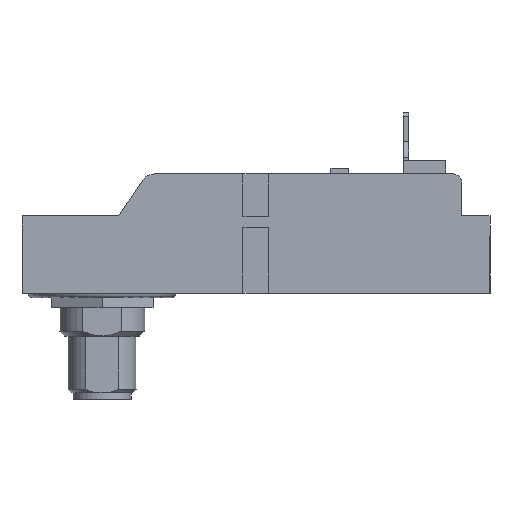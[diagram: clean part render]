
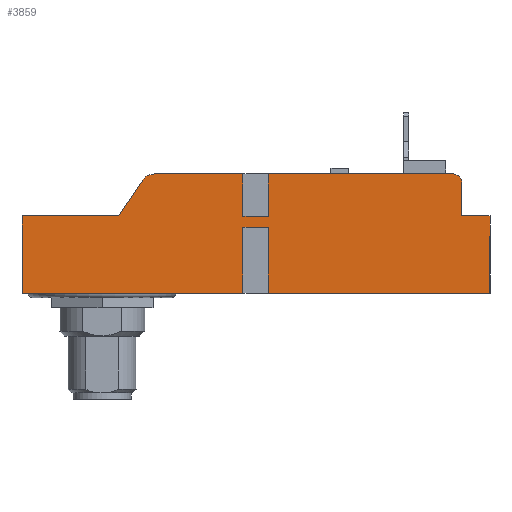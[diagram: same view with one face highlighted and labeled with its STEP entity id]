
A CAD part, left-side view. The second image highlights one B-rep face of the part: STEP entity #3859.
In plain terms, the highlighted planar face has unit normal (-1, 0, 0).
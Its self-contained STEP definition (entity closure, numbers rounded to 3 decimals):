
#31=PLANE('',#4111);
#231=LINE('',#5462,#721);
#235=LINE('',#5470,#725);
#281=LINE('',#5575,#771);
#285=LINE('',#5583,#775);
#394=LINE('',#5813,#884);
#395=LINE('',#5816,#885);
#396=LINE('',#5819,#886);
#397=LINE('',#5821,#887);
#398=LINE('',#5823,#888);
#399=LINE('',#5824,#889);
#400=LINE('',#5826,#890);
#401=LINE('',#5828,#891);
#402=LINE('',#5829,#892);
#403=LINE('',#5831,#893);
#404=LINE('',#5833,#894);
#405=LINE('',#5836,#895);
#721=VECTOR('',#4392,1000.);
#725=VECTOR('',#4396,1000.);
#771=VECTOR('',#4466,1000.);
#775=VECTOR('',#4470,1000.);
#884=VECTOR('',#4609,1000.);
#885=VECTOR('',#4610,1000.);
#886=VECTOR('',#4613,1000.);
#887=VECTOR('',#4614,1000.);
#888=VECTOR('',#4615,1000.);
#889=VECTOR('',#4616,1000.);
#890=VECTOR('',#4617,1000.);
#891=VECTOR('',#4618,1000.);
#892=VECTOR('',#4619,1000.);
#893=VECTOR('',#4620,1000.);
#894=VECTOR('',#4621,1000.);
#895=VECTOR('',#4624,1000.);
#1433=ORIENTED_EDGE('',*,*,#2516,.T.);
#1434=ORIENTED_EDGE('',*,*,#2517,.T.);
#1435=ORIENTED_EDGE('',*,*,#2397,.T.);
#1436=ORIENTED_EDGE('',*,*,#2518,.T.);
#1437=ORIENTED_EDGE('',*,*,#2519,.T.);
#1438=ORIENTED_EDGE('',*,*,#2520,.T.);
#1439=ORIENTED_EDGE('',*,*,#2521,.T.);
#1440=ORIENTED_EDGE('',*,*,#2346,.T.);
#1441=ORIENTED_EDGE('',*,*,#2522,.T.);
#1442=ORIENTED_EDGE('',*,*,#2523,.T.);
#1443=ORIENTED_EDGE('',*,*,#2524,.T.);
#1444=ORIENTED_EDGE('',*,*,#2342,.T.);
#1445=ORIENTED_EDGE('',*,*,#2525,.T.);
#1446=ORIENTED_EDGE('',*,*,#2526,.T.);
#1447=ORIENTED_EDGE('',*,*,#2527,.T.);
#1448=ORIENTED_EDGE('',*,*,#2528,.T.);
#1449=ORIENTED_EDGE('',*,*,#2401,.T.);
#1450=ORIENTED_EDGE('',*,*,#2529,.T.);
#2342=EDGE_CURVE('',#2890,#2889,#231,.T.);
#2346=EDGE_CURVE('',#2894,#2893,#235,.T.);
#2397=EDGE_CURVE('',#2941,#2940,#281,.T.);
#2401=EDGE_CURVE('',#2945,#2944,#285,.T.);
#2516=EDGE_CURVE('',#3051,#3052,#394,.T.);
#2517=EDGE_CURVE('',#3052,#2941,#395,.T.);
#2518=EDGE_CURVE('',#2940,#3053,#3252,.T.);
#2519=EDGE_CURVE('',#3053,#3054,#396,.T.);
#2520=EDGE_CURVE('',#3054,#3055,#397,.T.);
#2521=EDGE_CURVE('',#3055,#2894,#398,.T.);
#2522=EDGE_CURVE('',#2893,#3056,#399,.T.);
#2523=EDGE_CURVE('',#3056,#3057,#400,.T.);
#2524=EDGE_CURVE('',#3057,#2890,#401,.T.);
#2525=EDGE_CURVE('',#2889,#3058,#402,.T.);
#2526=EDGE_CURVE('',#3058,#3059,#403,.T.);
#2527=EDGE_CURVE('',#3059,#3060,#404,.T.);
#2528=EDGE_CURVE('',#3060,#2945,#3253,.T.);
#2529=EDGE_CURVE('',#2944,#3051,#405,.T.);
#2889=VERTEX_POINT('',#5461);
#2890=VERTEX_POINT('',#5463);
#2893=VERTEX_POINT('',#5469);
#2894=VERTEX_POINT('',#5471);
#2940=VERTEX_POINT('',#5574);
#2941=VERTEX_POINT('',#5576);
#2944=VERTEX_POINT('',#5582);
#2945=VERTEX_POINT('',#5584);
#3051=VERTEX_POINT('',#5814);
#3052=VERTEX_POINT('',#5815);
#3053=VERTEX_POINT('',#5818);
#3054=VERTEX_POINT('',#5820);
#3055=VERTEX_POINT('',#5822);
#3056=VERTEX_POINT('',#5825);
#3057=VERTEX_POINT('',#5827);
#3058=VERTEX_POINT('',#5830);
#3059=VERTEX_POINT('',#5832);
#3060=VERTEX_POINT('',#5834);
#3252=CIRCLE('',#4112,2.5);
#3253=CIRCLE('',#4113,1.5);
#3328=EDGE_LOOP('',(#1433,#1434,#1435,#1436,#1437,#1438,#1439,#1440,#1441,
#1442,#1443,#1444,#1445,#1446,#1447,#1448,#1449,#1450));
#3602=FACE_BOUND('',#3328,.T.);
#3859=ADVANCED_FACE('',(#3602),#31,.T.);
#4111=AXIS2_PLACEMENT_3D('',#5812,#4607,#4608);
#4112=AXIS2_PLACEMENT_3D('',#5817,#4611,#4612);
#4113=AXIS2_PLACEMENT_3D('',#5835,#4622,#4623);
#4392=DIRECTION('',(0.,-1.,0.));
#4396=DIRECTION('',(0.,-1.,0.));
#4466=DIRECTION('',(0.,1.,0.));
#4470=DIRECTION('',(0.,1.,0.));
#4607=DIRECTION('',(-1.,0.,0.));
#4608=DIRECTION('',(0.,0.,1.));
#4609=DIRECTION('',(0.,1.,0.));
#4610=DIRECTION('',(0.,0.,1.));
#4611=DIRECTION('',(-1.,0.,0.));
#4612=DIRECTION('',(0.,0.,1.));
#4613=DIRECTION('',(0.,0.557,-0.831));
#4614=DIRECTION('',(0.,1.,0.));
#4615=DIRECTION('',(0.,0.,-1.));
#4616=DIRECTION('',(0.,0.,1.));
#4617=DIRECTION('',(0.,-1.,0.));
#4618=DIRECTION('',(0.,0.,-1.));
#4619=DIRECTION('',(0.,0.,1.));
#4620=DIRECTION('',(0.,1.,0.));
#4621=DIRECTION('',(0.,0.,1.));
#4622=DIRECTION('',(-1.,0.,0.));
#4623=DIRECTION('',(0.,0.,1.));
#4624=DIRECTION('',(0.,0.,-1.));
#5461=CARTESIAN_POINT('',(0.,0.,18.67));
#5462=CARTESIAN_POINT('',(0.,82.4,18.67));
#5463=CARTESIAN_POINT('',(0.,39.,18.67));
#5469=CARTESIAN_POINT('',(0.,43.5,18.67));
#5470=CARTESIAN_POINT('',(0.,82.4,18.67));
#5471=CARTESIAN_POINT('',(0.,82.4,18.67));
#5574=CARTESIAN_POINT('',(0.,59.066,39.67));
#5575=CARTESIAN_POINT('',(0.,6.5,39.67));
#5576=CARTESIAN_POINT('',(0.,43.5,39.67));
#5582=CARTESIAN_POINT('',(0.,39.,39.67));
#5583=CARTESIAN_POINT('',(0.,6.5,39.67));
#5584=CARTESIAN_POINT('',(0.,6.5,39.67));
#5812=CARTESIAN_POINT('',(0.,6.5,38.17));
#5813=CARTESIAN_POINT('',(0.,6.5,32.233));
#5814=CARTESIAN_POINT('',(0.,39.,32.233));
#5815=CARTESIAN_POINT('',(0.,43.5,32.233));
#5816=CARTESIAN_POINT('',(0.,43.5,38.17));
#5817=CARTESIAN_POINT('',(0.,59.066,37.17));
#5818=CARTESIAN_POINT('',(0.,61.143,38.562));
#5819=CARTESIAN_POINT('',(0.,61.143,38.562));
#5820=CARTESIAN_POINT('',(0.,65.359,32.27));
#5821=CARTESIAN_POINT('',(0.,65.359,32.27));
#5822=CARTESIAN_POINT('',(0.,82.4,32.27));
#5823=CARTESIAN_POINT('',(0.,82.4,32.27));
#5824=CARTESIAN_POINT('',(0.,43.5,38.17));
#5825=CARTESIAN_POINT('',(0.,43.5,30.252));
#5826=CARTESIAN_POINT('',(0.,6.5,30.252));
#5827=CARTESIAN_POINT('',(0.,39.,30.252));
#5828=CARTESIAN_POINT('',(0.,39.,38.17));
#5829=CARTESIAN_POINT('',(0.,0.,18.67));
#5830=CARTESIAN_POINT('',(0.,0.,32.27));
#5831=CARTESIAN_POINT('',(0.,0.,32.27));
#5832=CARTESIAN_POINT('',(0.,5.,32.27));
#5833=CARTESIAN_POINT('',(0.,5.,32.27));
#5834=CARTESIAN_POINT('',(0.,5.,38.17));
#5835=CARTESIAN_POINT('',(0.,6.5,38.17));
#5836=CARTESIAN_POINT('',(0.,39.,38.17));
